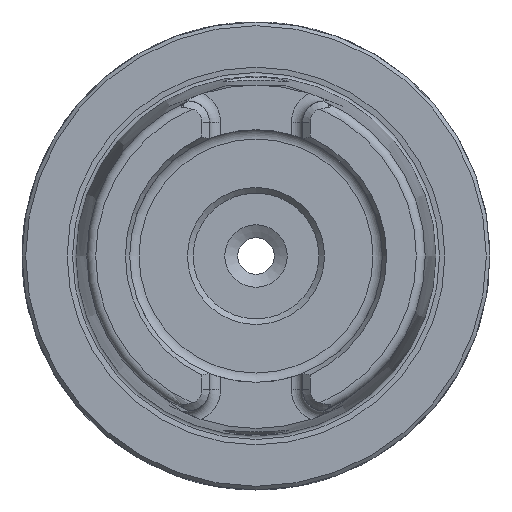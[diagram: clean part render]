
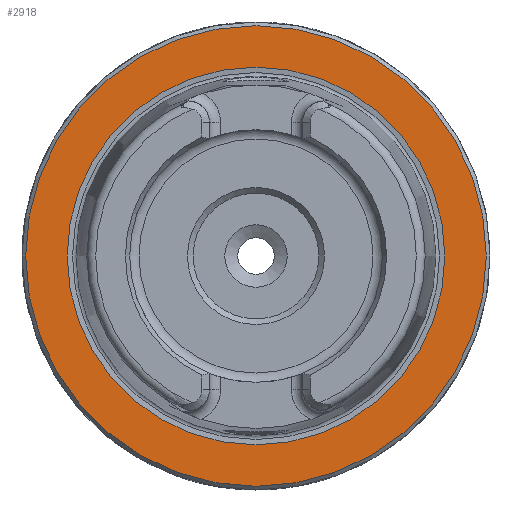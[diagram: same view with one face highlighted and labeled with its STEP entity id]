
A CAD part, left-side view. The second image highlights one B-rep face of the part: STEP entity #2918.
In plain terms, the highlighted planar face has unit normal (-1, 0, 0).
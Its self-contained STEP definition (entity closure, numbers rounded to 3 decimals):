
#88=PLANE('',#3167);
#179=FACE_BOUND('',#506,.T.);
#342=FACE_OUTER_BOUND('',#505,.T.);
#505=EDGE_LOOP('',(#2216));
#506=EDGE_LOOP('',(#2217,#2218));
#972=CIRCLE('',#3166,31.);
#973=CIRCLE('',#3168,25.42);
#974=CIRCLE('',#3169,25.42);
#1246=VERTEX_POINT('',#5704);
#1247=VERTEX_POINT('',#5708);
#1248=VERTEX_POINT('',#5709);
#1607=EDGE_CURVE('',#1246,#1246,#972,.T.);
#1608=EDGE_CURVE('',#1247,#1248,#973,.T.);
#1609=EDGE_CURVE('',#1248,#1247,#974,.T.);
#2216=ORIENTED_EDGE('',*,*,#1607,.F.);
#2217=ORIENTED_EDGE('',*,*,#1608,.T.);
#2218=ORIENTED_EDGE('',*,*,#1609,.T.);
#2918=ADVANCED_FACE('',(#342,#179),#88,.T.);
#3166=AXIS2_PLACEMENT_3D('',#5706,#3702,#3703);
#3167=AXIS2_PLACEMENT_3D('',#5707,#3704,#3705);
#3168=AXIS2_PLACEMENT_3D('',#5710,#3706,#3707);
#3169=AXIS2_PLACEMENT_3D('',#5711,#3708,#3709);
#3702=DIRECTION('center_axis',(1.,0.,0.));
#3703=DIRECTION('ref_axis',(0.,-1.,0.));
#3704=DIRECTION('center_axis',(-1.,0.,0.));
#3705=DIRECTION('ref_axis',(0.,0.,1.));
#3706=DIRECTION('center_axis',(1.,0.,0.));
#3707=DIRECTION('ref_axis',(0.,1.,0.));
#3708=DIRECTION('center_axis',(1.,0.,0.));
#3709=DIRECTION('ref_axis',(0.,1.,0.));
#5704=CARTESIAN_POINT('',(0.,31.,0.));
#5706=CARTESIAN_POINT('Origin',(0.,0.,0.));
#5707=CARTESIAN_POINT('Origin',(0.,15.75,0.));
#5708=CARTESIAN_POINT('',(0.,25.42,0.));
#5709=CARTESIAN_POINT('',(0.,-25.42,0.));
#5710=CARTESIAN_POINT('Origin',(0.,0.,0.));
#5711=CARTESIAN_POINT('Origin',(0.,0.,0.));
